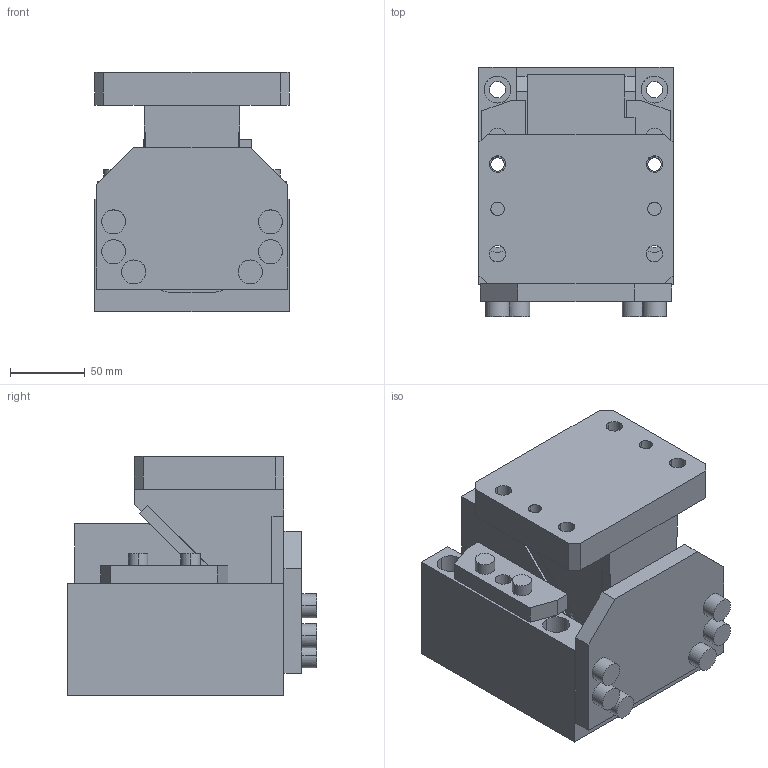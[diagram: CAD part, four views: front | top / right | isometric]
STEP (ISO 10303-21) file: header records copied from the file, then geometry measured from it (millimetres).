
FILE_DESCRIPTION(('CATIA V5 STEP Exchange'),'2;1');
FILE_NAME('CDCA-65-00-40.stp','2016-05-06T11:16:10+00:00',('none'),('none'),'CATIA Version 5 Release 20 GA (IN-10)','CATIA V5 STEP AP203','none');
FILE_SCHEMA(('CONFIG_CONTROL_DESIGN'));
Length unit declared in the file: millimetre
Products named in the file (1): CDCA_65_00_40
Bounding box: 130 x 167 x 160 mm (x, y, z)
Volume: 2119414.4 mm3; surface area: 247619.6 mm2
Topology: 3 solids, 3 shells, 229 faces, 606 edges, 400 vertices
Faces by surface type: plane 150, cylinder 77, cone 2
Entity records: 7861 total; most frequent: CARTESIAN_POINT 2401, ORIENTED_EDGE 1212, DIRECTION 905, EDGE_CURVE 606, VECTOR 430, LINE 430, VERTEX_POINT 400, AXIS2_PLACEMENT_3D 283
